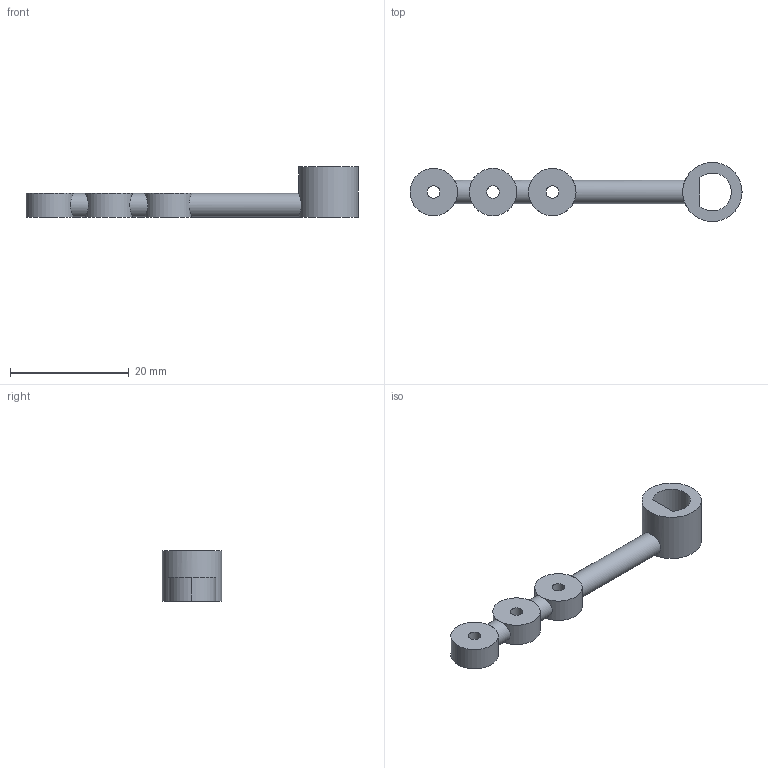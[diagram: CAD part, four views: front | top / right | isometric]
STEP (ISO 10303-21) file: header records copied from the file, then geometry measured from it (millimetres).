
FILE_DESCRIPTION(/* description */ (''),/* implementation_level */ '2;1');
FILE_NAME(/* name */ 'ROD2V2D2_30-40-50mm.ipt.stp',/* time_stamp */ '2021-06-20T10:02:51-05:00',/* author */ ('svale'),/* organization */ (''),/* preprocessor_version */ 'ST-DEVELOPER v18.1',/* originating_system */ 'Autodesk Inventor 2021',/* authorisation */ '');
FILE_SCHEMA (('AUTOMOTIVE_DESIGN { 1 0 10303 214 3 1 1 }'));
Length unit declared in the file: millimetre
Products named in the file (1): ROD2V2D2_30-40-50mm
Bounding box: 56 x 10 x 8.5 mm (x, y, z)
Volume: 1271.7 mm3; surface area: 1412.1 mm2
Topology: 1 solids, 1 shells, 23 faces, 59 edges, 41 vertices
Faces by surface type: cylinder 14, plane 9
Full cylindrical faces by diameter (mm): 2.113 x3, 4 x3, 10 x1
Entity records: 933 total; most frequent: CARTESIAN_POINT 333, ORIENTED_EDGE 112, DIRECTION 112, EDGE_CURVE 56, AXIS2_PLACEMENT_3D 50, VERTEX_POINT 35, EDGE_LOOP 31, CIRCLE 26
